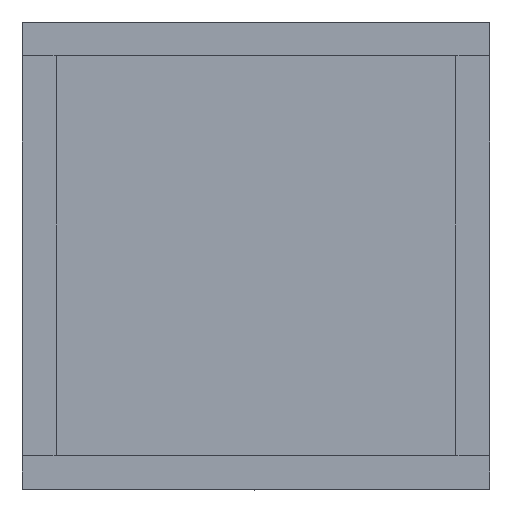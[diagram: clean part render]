
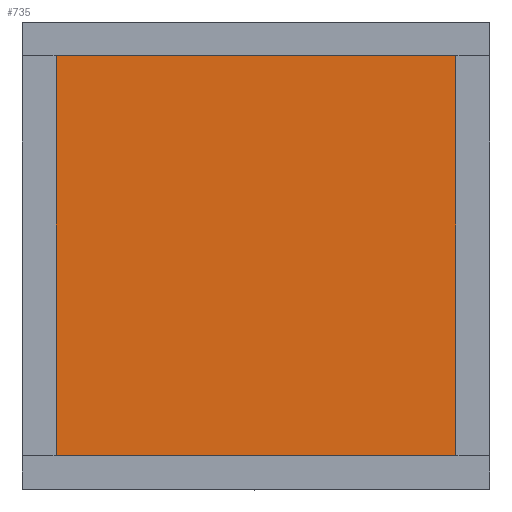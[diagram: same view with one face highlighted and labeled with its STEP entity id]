
A CAD part, top view. The second image highlights one B-rep face of the part: STEP entity #735.
In plain terms, the highlighted planar face has unit normal (0, 0, 1).
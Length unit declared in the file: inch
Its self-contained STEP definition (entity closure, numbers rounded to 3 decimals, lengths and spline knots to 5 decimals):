
#583=CARTESIAN_POINT('',(-0.30315,0.30315,-0.4283));
#584=VERTEX_POINT('',#583);
#591=CARTESIAN_POINT('',(0.30315,0.30315,-0.4283));
#592=VERTEX_POINT('',#591);
#593=CARTESIAN_POINT('',(-0.30315,0.30315,-0.4283));
#594=DIRECTION('',(1.0,0.0,0.0));
#595=VECTOR('',#594,0.6063);
#596=LINE('',#593,#595);
#597=EDGE_CURVE('',#584,#592,#596,.T.);
#631=CARTESIAN_POINT('',(-0.30315,-0.30315,-0.4283));
#632=VERTEX_POINT('',#631);
#639=CARTESIAN_POINT('',(-0.30315,-0.30315,-0.4283));
#640=DIRECTION('',(0.0,1.0,0.0));
#641=VECTOR('',#640,0.6063);
#642=LINE('',#639,#641);
#643=EDGE_CURVE('',#632,#584,#642,.T.);
#677=CARTESIAN_POINT('',(0.30315,-0.30315,-0.4283));
#678=VERTEX_POINT('',#677);
#679=CARTESIAN_POINT('',(0.30315,0.30315,-0.4283));
#680=DIRECTION('',(0.0,-1.0,0.0));
#681=VECTOR('',#680,0.6063);
#682=LINE('',#679,#681);
#683=EDGE_CURVE('',#592,#678,#682,.T.);
#714=CARTESIAN_POINT('',(0.30315,-0.30315,-0.4283));
#715=DIRECTION('',(-1.0,0.0,0.0));
#716=VECTOR('',#715,0.6063);
#717=LINE('',#714,#716);
#718=EDGE_CURVE('',#678,#632,#717,.T.);
#724=CARTESIAN_POINT('',(0.33346,0.33346,-0.4283));
#725=DIRECTION('',(0.0,0.0,1.0));
#726=DIRECTION('',(1.0,0.0,0.0));
#727=AXIS2_PLACEMENT_3D('',#724,#725,#726);
#728=PLANE('',#727);
#729=ORIENTED_EDGE('',*,*,#683,.F.);
#730=ORIENTED_EDGE('',*,*,#597,.F.);
#731=ORIENTED_EDGE('',*,*,#643,.F.);
#732=ORIENTED_EDGE('',*,*,#718,.F.);
#733=EDGE_LOOP('',(#729,#730,#731,#732));
#734=FACE_OUTER_BOUND('',#733,.T.);
#735=ADVANCED_FACE('',(#734),#728,.T.);
